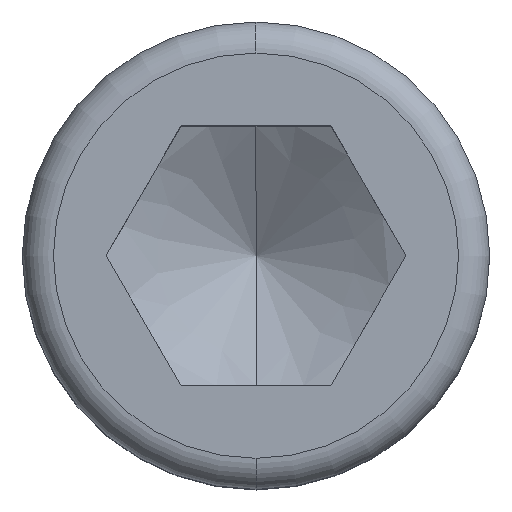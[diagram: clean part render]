
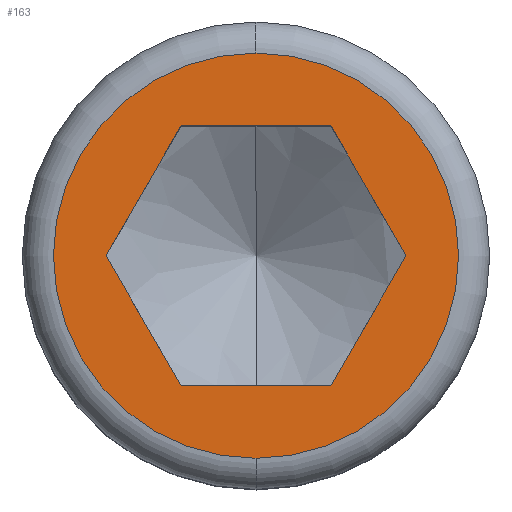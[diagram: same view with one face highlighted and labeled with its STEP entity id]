
A CAD part, top view. The second image highlights one B-rep face of the part: STEP entity #163.
In plain terms, the highlighted planar face has unit normal (0, 0, 1).
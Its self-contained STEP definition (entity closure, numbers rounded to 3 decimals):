
#147=EDGE_CURVE('',#329,#267,#382,.T.);
#149=VERTEX_POINT('',#384);
#163=ADVANCED_FACE('',(#401,#402),#403,.T.);
#189=EDGE_CURVE('',#267,#329,#431,.T.);
#203=EDGE_CURVE('',#281,#259,#447,.T.);
#211=EDGE_CURVE('',#285,#149,#455,.T.);
#251=EDGE_CURVE('',#259,#285,#500,.T.);
#259=VERTEX_POINT('',#509);
#265=EDGE_CURVE('',#327,#281,#516,.T.);
#267=VERTEX_POINT('',#518);
#281=VERTEX_POINT('',#535);
#285=VERTEX_POINT('',#539);
#315=EDGE_CURVE('',#339,#327,#572,.T.);
#327=VERTEX_POINT('',#584);
#329=VERTEX_POINT('',#586);
#339=VERTEX_POINT('',#599);
#351=EDGE_CURVE('',#149,#339,#612,.T.);
#382=CIRCLE('',#636,7.8);
#384=CARTESIAN_POINT('',(5.775,0.,12.0));
#401=FACE_BOUND('',#659,.T.);
#402=FACE_OUTER_BOUND('',#660,.T.);
#403=PLANE('',#661);
#431=CIRCLE('',#707,7.8);
#447=LINE('',#729,#730);
#455=LINE('',#739,#740);
#500=LINE('',#815,#816);
#509=CARTESIAN_POINT('',(-2.887,5.001,12.0));
#516=LINE('',#836,#837);
#518=CARTESIAN_POINT('',(0.,-7.8,12.));
#535=CARTESIAN_POINT('',(-5.775,0.,12.0));
#539=CARTESIAN_POINT('',(2.887,5.001,12.0));
#572=LINE('',#934,#935);
#584=CARTESIAN_POINT('',(-2.887,-5.001,12.0));
#586=CARTESIAN_POINT('',(0.,7.8,12.));
#599=CARTESIAN_POINT('',(2.888,-5.001,12.0));
#612=LINE('',#1002,#1003);
#636=AXIS2_PLACEMENT_3D('',#1017,#1018,#1019);
#659=EDGE_LOOP('',(#1052,#1053,#1054,#1055,#1056,#1057));
#660=EDGE_LOOP('',(#1058,#1059));
#661=AXIS2_PLACEMENT_3D('',#1060,#1061,#1062);
#707=AXIS2_PLACEMENT_3D('',#1090,#1091,#1092);
#729=CARTESIAN_POINT('',(-3.609,3.751,12.0));
#730=VECTOR('',#1118,1.0);
#739=CARTESIAN_POINT('',(5.053,1.25,12.0));
#740=VECTOR('',#1119,1.0);
#815=CARTESIAN_POINT('',(1.444,5.001,12.0));
#816=VECTOR('',#1172,1.0);
#836=CARTESIAN_POINT('',(-5.053,-1.25,12.0));
#837=VECTOR('',#1193,1.0);
#934=CARTESIAN_POINT('',(-1.444,-5.001,12.0));
#935=VECTOR('',#1257,1.0);
#1002=CARTESIAN_POINT('',(3.609,-3.751,12.0));
#1003=VECTOR('',#1290,1.0);
#1017=CARTESIAN_POINT('',(0.,0.,12.));
#1018=DIRECTION('',(0.0,0.0,1.0));
#1019=DIRECTION('',(-1.0,0.0,0.0));
#1052=ORIENTED_EDGE('',*,*,#265,.T.);
#1053=ORIENTED_EDGE('',*,*,#203,.T.);
#1054=ORIENTED_EDGE('',*,*,#251,.T.);
#1055=ORIENTED_EDGE('',*,*,#211,.T.);
#1056=ORIENTED_EDGE('',*,*,#351,.T.);
#1057=ORIENTED_EDGE('',*,*,#315,.T.);
#1058=ORIENTED_EDGE('',*,*,#189,.T.);
#1059=ORIENTED_EDGE('',*,*,#147,.T.);
#1060=CARTESIAN_POINT('',(0.,-7.387,12.));
#1061=DIRECTION('',(0.0,0.0,1.0));
#1062=DIRECTION('',(0.,-1.0,0.0));
#1090=CARTESIAN_POINT('',(0.,0.,12.));
#1091=DIRECTION('',(0.0,0.0,1.0));
#1092=DIRECTION('',(-1.0,0.0,0.0));
#1118=DIRECTION('',(0.5,0.866,0.0));
#1119=DIRECTION('',(0.5,-0.866,0.0));
#1172=DIRECTION('',(1.0,0.0,0.0));
#1193=DIRECTION('',(-0.5,0.866,0.0));
#1257=DIRECTION('',(-1.0,0.0,0.0));
#1290=DIRECTION('',(-0.5,-0.866,0.0));
